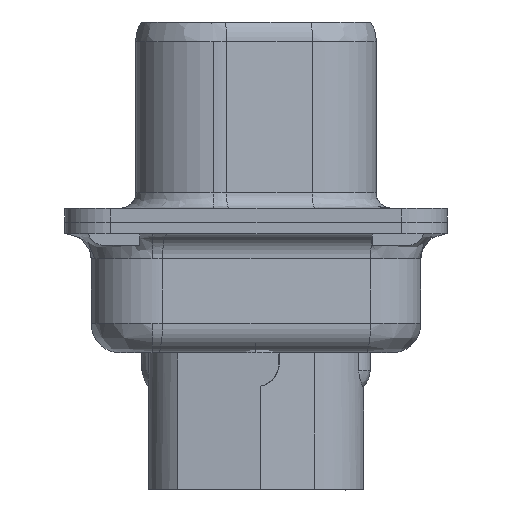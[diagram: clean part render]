
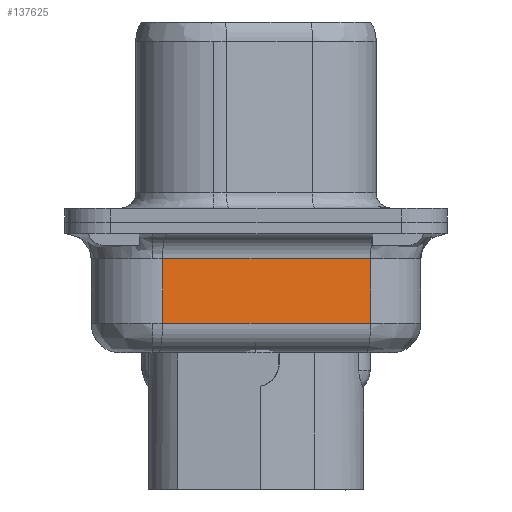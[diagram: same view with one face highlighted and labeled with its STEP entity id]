
A CAD part, left-side view. The second image highlights one B-rep face of the part: STEP entity #137625.
In plain terms, the highlighted planar face has unit normal (-0.985, -0.174, 0).
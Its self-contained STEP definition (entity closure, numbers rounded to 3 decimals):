
#25483 = LINE ( 'NONE', #229307, #275526 ) ;
#48850 = EDGE_CURVE ( 'NONE', #286990, #199745, #268797, .T. ) ;
#59137 = EDGE_LOOP ( 'NONE', ( #260679, #216340, #114538, #120522 ) ) ;
#63872 = VECTOR ( 'NONE', #82997, 1000. ) ;
#65441 = VECTOR ( 'NONE', #249705, 1000. ) ;
#76502 = CARTESIAN_POINT ( 'NONE',  ( -28.821, 3.068, -2. ) ) ;
#80515 = PLANE ( 'NONE',  #138651 ) ;
#82997 = DIRECTION ( 'NONE',  ( 0., 0., -1. ) ) ;
#98447 = DIRECTION ( 'NONE',  ( 0., 0., 1. ) ) ;
#104446 = DIRECTION ( 'NONE',  ( -0.174, 0.985, 0. ) ) ;
#114538 = ORIENTED_EDGE ( 'NONE', *, *, #169933, .T. ) ;
#115485 = DIRECTION ( 'NONE',  ( -0.174, 0.985, 0. ) ) ;
#116934 = VERTEX_POINT ( 'NONE', #140121 ) ;
#120522 = ORIENTED_EDGE ( 'NONE', *, *, #48850, .F. ) ;
#128488 = CARTESIAN_POINT ( 'NONE',  ( -28.821, 3.068, -2. ) ) ;
#137625 = ADVANCED_FACE ( 'NONE', ( #172448 ), #80515, .F. ) ;
#138651 = AXIS2_PLACEMENT_3D ( 'NONE', #128488, #240351, #104446 ) ;
#140121 = CARTESIAN_POINT ( 'NONE',  ( -27.617, -3.762, 1.1 ) ) ;
#155048 = EDGE_CURVE ( 'NONE', #196578, #286990, #25483, .T. ) ;
#160737 = CARTESIAN_POINT ( 'NONE',  ( -28.821, 3.068, 1.1 ) ) ;
#169933 = EDGE_CURVE ( 'NONE', #116934, #199745, #276324, .T. ) ;
#172448 = FACE_OUTER_BOUND ( 'NONE', #59137, .T. ) ;
#196578 = VERTEX_POINT ( 'NONE', #282702 ) ;
#199745 = VERTEX_POINT ( 'NONE', #216913 ) ;
#199758 = EDGE_CURVE ( 'NONE', #116934, #196578, #231851, .T. ) ;
#204876 = CARTESIAN_POINT ( 'NONE',  ( -28.821, 3.068, -1.03 ) ) ;
#216340 = ORIENTED_EDGE ( 'NONE', *, *, #199758, .F. ) ;
#216913 = CARTESIAN_POINT ( 'NONE',  ( -28.821, 3.068, 1.1 ) ) ;
#218856 = CARTESIAN_POINT ( 'NONE',  ( -27.617, -3.762, -2. ) ) ;
#229307 = CARTESIAN_POINT ( 'NONE',  ( -28.821, 3.068, -1.03 ) ) ;
#231851 = LINE ( 'NONE', #218856, #63872 ) ;
#233364 = VECTOR ( 'NONE', #98447, 1000. ) ;
#240351 = DIRECTION ( 'NONE',  ( 0.985, 0.174, 0. ) ) ;
#249705 = DIRECTION ( 'NONE',  ( -0.174, 0.985, 0. ) ) ;
#260679 = ORIENTED_EDGE ( 'NONE', *, *, #155048, .F. ) ;
#268797 = LINE ( 'NONE', #76502, #233364 ) ;
#275526 = VECTOR ( 'NONE', #115485, 1000. ) ;
#276324 = LINE ( 'NONE', #160737, #65441 ) ;
#282702 = CARTESIAN_POINT ( 'NONE',  ( -27.617, -3.762, -1.03 ) ) ;
#286990 = VERTEX_POINT ( 'NONE', #204876 ) ;
